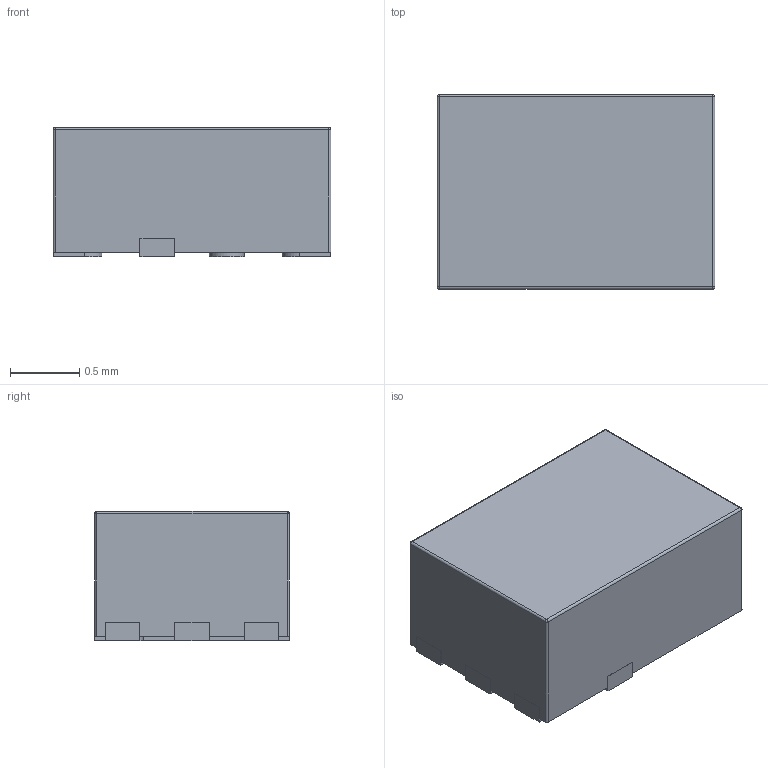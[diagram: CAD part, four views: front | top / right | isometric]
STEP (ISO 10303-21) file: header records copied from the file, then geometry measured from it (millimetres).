
FILE_DESCRIPTION(/* description */ ('','CAx-IF Rec.Pracs.---Representation and Presentation of Product Manufacturing Information (PMI)---4.0---2014-10-13'),/* implementation_level */ '2;1');
FILE_NAME(/* name */ 'TPS54538RQFR.step',/* time_stamp */ '2025-03-13T13:08:46+02:00',/* author */ (''),/* organization */ (''),/* preprocessor_version */ 'ST-DEVELOPER v20',/* originating_system */ 'Autodesk Translation Framework v13.20.0.188',/* authorisation */ '');
FILE_SCHEMA (('AP242_MANAGED_MODEL_BASED_3D_ENGINEERING_MIM_LF { 1 0 10303 442 1 1 4 }'));
Length unit declared in the file: millimetre
Products named in the file (1): TPS54538RQFR
Bounding box: 2 x 1.4 x 0.93 mm (x, y, z)
Volume: 2.6 mm3; surface area: 16.1 mm2
Topology: 10 solids, 10 shells, 108 faces, 252 edges, 164 vertices
Faces by surface type: plane 78, cylinder 26, sphere 4
Entity records: 3113 total; most frequent: CARTESIAN_POINT 525, DIRECTION 522, ORIENTED_EDGE 504, EDGE_CURVE 252, LINE 200, VECTOR 200, VERTEX_POINT 164, AXIS2_PLACEMENT_3D 161
